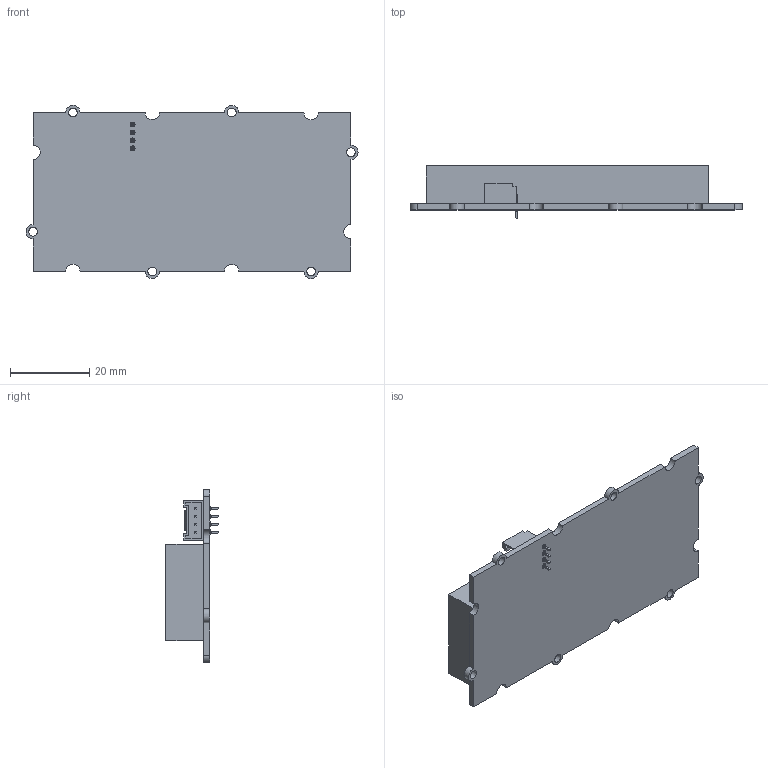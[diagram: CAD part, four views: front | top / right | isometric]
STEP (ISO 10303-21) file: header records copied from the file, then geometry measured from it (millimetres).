
FILE_DESCRIPTION(/* description */ (''),/* implementation_level */ '2;1');
FILE_NAME(/* name */ 'Global_Grove_LCD v1.step',/* time_stamp */ '2019-06-07T11:44:22+02:00',/* author */ (''),/* organization */ (''),/* preprocessor_version */ 'ST-DEVELOPER v18',/* originating_system */ 'Autodesk Translation Framework v8.2.0.1029',/* authorisation */ '');
FILE_SCHEMA (('AUTOMOTIVE_DESIGN { 1 0 10303 214 3 1 1 }'));
Length unit declared in the file: millimetre
Products named in the file (4): Global_Grove_LCD; PCB_LCD; LCD; Connecteur Grove (coudé)
Assembly tree (3 placements, depth 2):
  Global_Grove_LCD
    PCB_LCD
    LCD
    Connecteur Grove (coudé)
Bounding box: 83.6 x 13.2 x 43.6 mm (x, y, z)
Volume: 20752.6 mm3; surface area: 12831.7 mm2
Topology: 3 solids, 3 shells, 281 faces, 704 edges, 442 vertices
Faces by surface type: plane 203, cylinder 46, bspline 32
Full cylindrical faces by diameter (mm): 1.2 x4, 2.2 x6
Entity records: 9202 total; most frequent: CARTESIAN_POINT 2234, ORIENTED_EDGE 1408, DIRECTION 1308, EDGE_CURVE 704, LINE 516, VECTOR 516, VERTEX_POINT 442, AXIS2_PLACEMENT_3D 396
